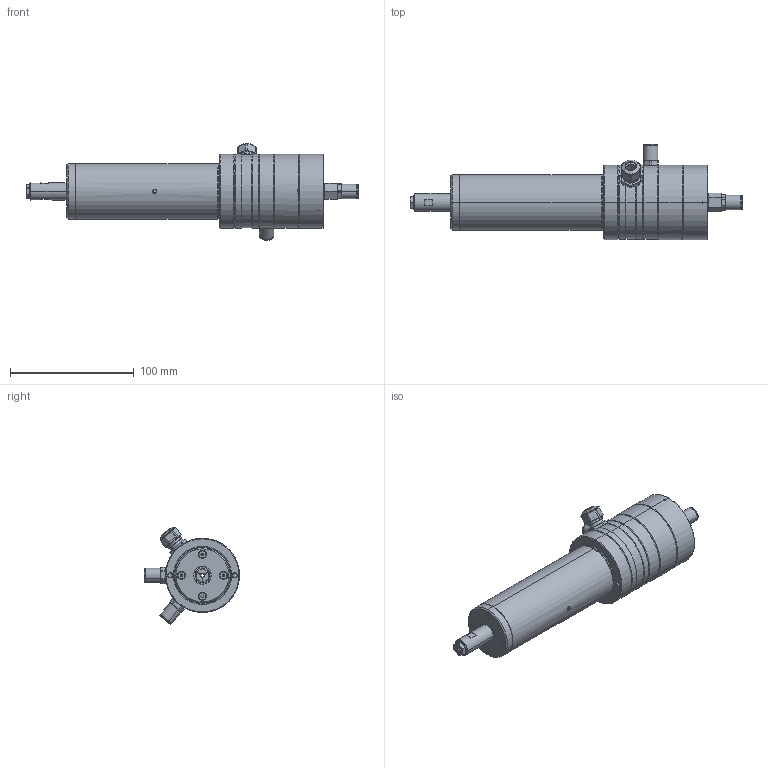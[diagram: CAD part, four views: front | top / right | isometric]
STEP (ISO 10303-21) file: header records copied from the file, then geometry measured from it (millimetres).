
FILE_DESCRIPTION (( 'STEP AP203' ), '1' );
FILE_NAME ('045A060PS-01A.STEP', '2014-02-11T07:44:12', ( '' ), ( '' ), 'SwSTEP 2.0', 'SolidWorks 2012', '' );
FILE_SCHEMA (( 'CONFIG_CONTROL_DESIGN' ));
Length unit declared in the file: millimetre
Products named in the file (1): 045A060PS-01A
Bounding box: 268.34 x 76.88 x 78.3 mm (x, y, z)
Surface area: 55164.7 mm2 (no closed solid volume)
Topology: 0 solids, 35 shells, 374 faces, 1070 edges, 722 vertices
Faces by surface type: plane 156, cylinder 126, cone 76, torus 16
Entity records: 12622 total; most frequent: CARTESIAN_POINT 2635, DIRECTION 2217, ORIENTED_EDGE 1792, EDGE_CURVE 1058, AXIS2_PLACEMENT_3D 840, VERTEX_POINT 722, LINE 537, VECTOR 537
